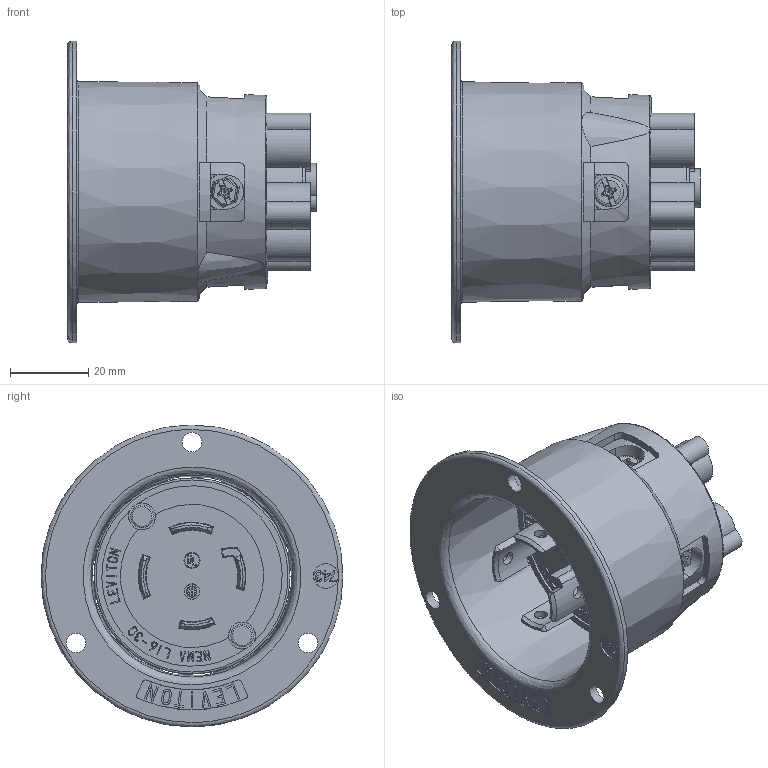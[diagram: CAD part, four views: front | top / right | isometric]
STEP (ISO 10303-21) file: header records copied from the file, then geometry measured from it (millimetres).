
FILE_DESCRIPTION (( 'STEP AP214' ), '1' );
FILE_NAME ('CATSTD-02735-000-M01.STEP', '2019-09-30T20:46:44', ( '' ), ( '' ), 'SwSTEP 2.0', 'SolidWorks 2017', '' );
FILE_SCHEMA (( 'AUTOMOTIVE_DESIGN' ));
Length unit declared in the file: inch
Products named in the file (23): OD37085-M01-REF-A01; OD37086-M01-REF-A01; BA37702-M01-REF-A03; CATSTD-02735-000-M01; OG37105-M01; OG45943-M01-REF-MM-A03; OG45942-M01-REF-MM-A02; BA37743-M01; BA37718-M01; OD37084-M01-REF-A01
Assembly tree (13 placements, depth 2):
  CATSTD-02735-000-M01
    BA37718-M01
    BA37702-M01-REF-A03
    OD37084-M01-REF-A01
    OD37085-M01-REF-A01  x2
    OD37086-M01-REF-A01
    OG45942-M01-REF-MM-A02  x3
    OG45943-M01-REF-MM-A03
    BA37743-M01
    OG37105-M01  x2
  OD37085-M01-REF-A01
  OG37105-M01
  OG45942-M01-REF-MM-A02
  OG37105-M01
Bounding box: 63.47 x 76.99 x 76.99 mm (x, y, z)
Volume: 56073.2 mm3; surface area: 50261.4 mm2
Topology: 13 solids, 13 shells, 2119 faces, 6044 edges, 4044 vertices
Faces by surface type: plane 1349, cylinder 564, bspline 121, cone 83, torus 2
Full cylindrical faces by diameter (mm): 2.769 x2, 2.997 x2, 3.15 x4, 3.175 x4, 3.251 x2, 3.302 x4, 3.48 x2, 3.685 x1, 3.708 x4, 3.962 x2, 4.089 x1, 4.191 x2, 4.218 x4, 4.953 x3, 5.004 x4, 5.791 x2, 6.35 x1, 6.858 x2, 7.518 x3, 7.888 x1, 10.058 x4, 10.109 x2, 49.987 x1, 76.987 x1
Entity records: 77865 total; most frequent: CARTESIAN_POINT 29387, ORIENTED_EDGE 10670, DIRECTION 8343, EDGE_CURVE 5335, VERTEX_POINT 3582, LINE 3223, VECTOR 3223, AXIS2_PLACEMENT_3D 2560
